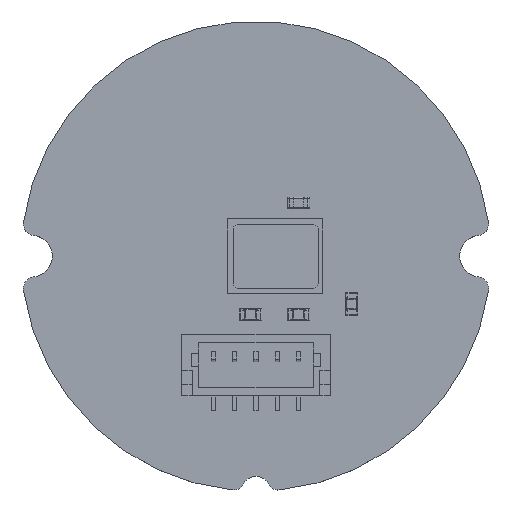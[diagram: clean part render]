
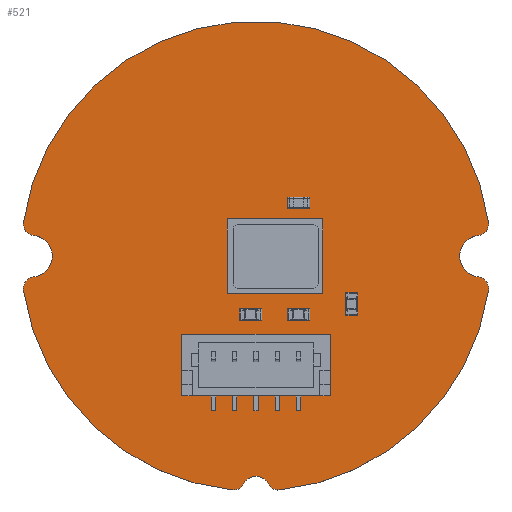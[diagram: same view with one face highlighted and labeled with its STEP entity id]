
A CAD part, top view. The second image highlights one B-rep face of the part: STEP entity #521.
In plain terms, the highlighted planar face has unit normal (0, 0, 1).
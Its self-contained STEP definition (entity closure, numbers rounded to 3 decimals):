
#76 = VERTEX_POINT('',#77);
#77 = CARTESIAN_POINT('',(-1.12,-10.993,0.8));
#83 = EDGE_CURVE('',#76,#84,#86,.T.);
#84 = VERTEX_POINT('',#85);
#85 = CARTESIAN_POINT('',(-0.576,-10.7,0.8));
#86 = CIRCLE('',#87,0.551);
#87 = AXIS2_PLACEMENT_3D('',#88,#89,#90);
#88 = CARTESIAN_POINT('',(-1.064,-10.445,0.8));
#89 = DIRECTION('',(0.,0.,1.));
#90 = DIRECTION('',(-0.102,-0.995,0.));
#116 = EDGE_CURVE('',#84,#117,#119,.T.);
#117 = VERTEX_POINT('',#118);
#118 = CARTESIAN_POINT('',(0.576,-10.7,0.8));
#119 = CIRCLE('',#120,0.649);
#120 = AXIS2_PLACEMENT_3D('',#121,#122,#123);
#121 = CARTESIAN_POINT('',(0.,-10.999,
    0.8));
#122 = DIRECTION('',(0.,0.,-1.));
#123 = DIRECTION('',(-0.888,0.461,0.));
#149 = EDGE_CURVE('',#117,#150,#152,.T.);
#150 = VERTEX_POINT('',#151);
#151 = CARTESIAN_POINT('',(1.12,-10.993,0.8));
#152 = CIRCLE('',#153,0.551);
#153 = AXIS2_PLACEMENT_3D('',#154,#155,#156);
#154 = CARTESIAN_POINT('',(1.064,-10.445,0.8));
#155 = DIRECTION('',(0.,0.,1.));
#156 = DIRECTION('',(-0.887,-0.463,0.));
#182 = EDGE_CURVE('',#150,#183,#185,.T.);
#183 = VERTEX_POINT('',#184);
#184 = CARTESIAN_POINT('',(10.934,-1.601,0.8));
#185 = CIRCLE('',#186,11.049);
#186 = AXIS2_PLACEMENT_3D('',#187,#188,#189);
#187 = CARTESIAN_POINT('',(0.001,0.,
    0.8));
#188 = DIRECTION('',(0.,0.,1.));
#189 = DIRECTION('',(0.101,-0.995,0.));
#215 = EDGE_CURVE('',#183,#216,#218,.T.);
#216 = VERTEX_POINT('',#217);
#217 = CARTESIAN_POINT('',(10.448,-0.974,0.8));
#218 = CIRCLE('',#219,0.551);
#219 = AXIS2_PLACEMENT_3D('',#220,#221,#222);
#220 = CARTESIAN_POINT('',(10.389,-1.522,0.8));
#221 = DIRECTION('',(0.,0.,1.));
#222 = DIRECTION('',(0.99,-0.144,0.));
#248 = EDGE_CURVE('',#216,#249,#251,.T.);
#249 = VERTEX_POINT('',#250);
#250 = CARTESIAN_POINT('',(10.448,0.974,0.8));
#251 = CIRCLE('',#252,0.98);
#252 = AXIS2_PLACEMENT_3D('',#253,#254,#255);
#253 = CARTESIAN_POINT('',(10.553,0.,0.8
    ));
#254 = DIRECTION('',(0.,0.,-1.));
#255 = DIRECTION('',(-0.107,-0.994,0.));
#281 = EDGE_CURVE('',#249,#282,#284,.T.);
#282 = VERTEX_POINT('',#283);
#283 = CARTESIAN_POINT('',(10.934,1.601,0.8));
#284 = CIRCLE('',#285,0.551);
#285 = AXIS2_PLACEMENT_3D('',#286,#287,#288);
#286 = CARTESIAN_POINT('',(10.389,1.522,0.8));
#287 = DIRECTION('',(0.,0.,1.));
#288 = DIRECTION('',(0.108,-0.994,0.));
#314 = EDGE_CURVE('',#282,#315,#317,.T.);
#315 = VERTEX_POINT('',#316);
#316 = CARTESIAN_POINT('',(-10.934,1.601,0.8));
#317 = CIRCLE('',#318,11.051);
#318 = AXIS2_PLACEMENT_3D('',#319,#320,#321);
#319 = CARTESIAN_POINT('',(0.,-0.001,
    0.8));
#320 = DIRECTION('',(0.,0.,1.));
#321 = DIRECTION('',(0.989,0.145,0.));
#347 = EDGE_CURVE('',#315,#348,#350,.T.);
#348 = VERTEX_POINT('',#349);
#349 = CARTESIAN_POINT('',(-10.448,0.974,0.8));
#350 = CIRCLE('',#351,0.551);
#351 = AXIS2_PLACEMENT_3D('',#352,#353,#354);
#352 = CARTESIAN_POINT('',(-10.389,1.522,0.8));
#353 = DIRECTION('',(0.,0.,1.));
#354 = DIRECTION('',(-0.99,0.144,0.));
#380 = EDGE_CURVE('',#348,#381,#383,.T.);
#381 = VERTEX_POINT('',#382);
#382 = CARTESIAN_POINT('',(-10.448,-0.974,0.8));
#383 = CIRCLE('',#384,0.98);
#384 = AXIS2_PLACEMENT_3D('',#385,#386,#387);
#385 = CARTESIAN_POINT('',(-10.553,0.,
    0.8));
#386 = DIRECTION('',(0.,0.,-1.));
#387 = DIRECTION('',(0.107,0.994,0.));
#413 = EDGE_CURVE('',#381,#414,#416,.T.);
#414 = VERTEX_POINT('',#415);
#415 = CARTESIAN_POINT('',(-10.934,-1.601,0.8));
#416 = CIRCLE('',#417,0.551);
#417 = AXIS2_PLACEMENT_3D('',#418,#419,#420);
#418 = CARTESIAN_POINT('',(-10.389,-1.522,0.8));
#419 = DIRECTION('',(0.,0.,1.));
#420 = DIRECTION('',(-0.108,0.994,0.));
#446 = EDGE_CURVE('',#414,#76,#447,.T.);
#447 = CIRCLE('',#448,11.049);
#448 = AXIS2_PLACEMENT_3D('',#449,#450,#451);
#449 = CARTESIAN_POINT('',(-0.001,0.,
    0.8));
#450 = DIRECTION('',(0.,0.,1.));
#451 = DIRECTION('',(-0.989,-0.145,0.));
#472 = VERTEX_POINT('',#473);
#473 = CARTESIAN_POINT('',(0.25,0.,0.8));
#479 = EDGE_CURVE('',#472,#472,#480,.T.);
#480 = CIRCLE('',#481,0.25);
#481 = AXIS2_PLACEMENT_3D('',#482,#483,#484);
#482 = CARTESIAN_POINT('',(0.,0.,0.8));
#483 = DIRECTION('',(0.,0.,1.));
#484 = DIRECTION('',(1.,0.,0.));
#521 = ADVANCED_FACE('',(#522,#536),#539,.F.);
#522 = FACE_BOUND('',#523,.T.);
#523 = EDGE_LOOP('',(#524,#525,#526,#527,#528,#529,#530,#531,#532,#533,
    #534,#535));
#524 = ORIENTED_EDGE('',*,*,#83,.T.);
#525 = ORIENTED_EDGE('',*,*,#116,.T.);
#526 = ORIENTED_EDGE('',*,*,#149,.T.);
#527 = ORIENTED_EDGE('',*,*,#182,.T.);
#528 = ORIENTED_EDGE('',*,*,#215,.T.);
#529 = ORIENTED_EDGE('',*,*,#248,.T.);
#530 = ORIENTED_EDGE('',*,*,#281,.T.);
#531 = ORIENTED_EDGE('',*,*,#314,.T.);
#532 = ORIENTED_EDGE('',*,*,#347,.T.);
#533 = ORIENTED_EDGE('',*,*,#380,.T.);
#534 = ORIENTED_EDGE('',*,*,#413,.T.);
#535 = ORIENTED_EDGE('',*,*,#446,.T.);
#536 = FACE_BOUND('',#537,.F.);
#537 = EDGE_LOOP('',(#538));
#538 = ORIENTED_EDGE('',*,*,#479,.T.);
#539 = PLANE('',#540);
#540 = AXIS2_PLACEMENT_3D('',#541,#542,#543);
#541 = CARTESIAN_POINT('',(-1.12,-10.993,0.8));
#542 = DIRECTION('',(0.,0.,-1.));
#543 = DIRECTION('',(-1.,0.,0.));
